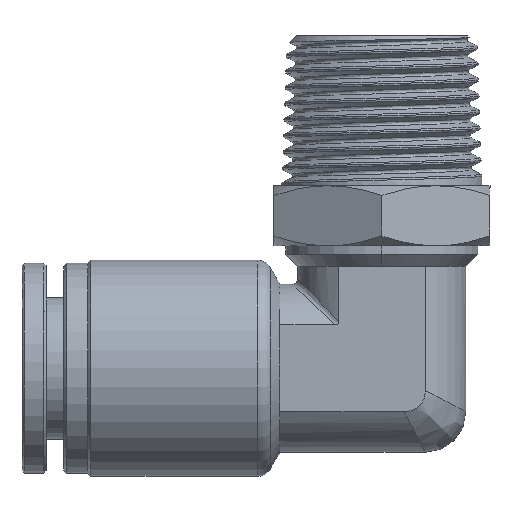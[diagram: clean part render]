
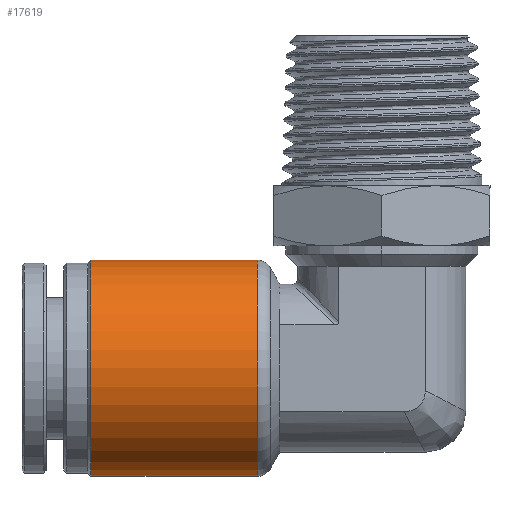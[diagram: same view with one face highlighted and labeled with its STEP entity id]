
A CAD part, left-side view. The second image highlights one B-rep face of the part: STEP entity #17619.
In plain terms, the highlighted cylindrical face has radius 9 mm (diameter 18 mm), a partial arc.
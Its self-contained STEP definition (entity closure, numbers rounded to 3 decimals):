
#104 = ORIENTED_EDGE ( 'NONE', *, *, #3451, .T. ) ;
#2397 = CARTESIAN_POINT ( 'NONE',  ( 0., -1.351, 9. ) ) ;
#2442 = DIRECTION ( 'NONE',  ( 0., 0., -1. ) ) ;
#2495 = EDGE_CURVE ( 'NONE', #32987, #34085, #13074, .T. ) ;
#3451 = EDGE_CURVE ( 'NONE', #20735, #5752, #34043, .T. ) ;
#5160 = CARTESIAN_POINT ( 'NONE',  ( 0., 12.55, 9. ) ) ;
#5500 = FACE_OUTER_BOUND ( 'NONE', #19280, .T. ) ;
#5752 = VERTEX_POINT ( 'NONE', #30226 ) ;
#6366 = CARTESIAN_POINT ( 'NONE',  ( 0., 12.8, 0. ) ) ;
#7231 = CARTESIAN_POINT ( 'NONE',  ( 0., 12.8, -9. ) ) ;
#8029 = DIRECTION ( 'NONE',  ( 0., -1., 0. ) ) ;
#9308 = DIRECTION ( 'NONE',  ( 0., -1., 0. ) ) ;
#9386 = CIRCLE ( 'NONE', #18518, 9. ) ;
#10864 = EDGE_CURVE ( 'NONE', #32987, #20735, #13311, .T. ) ;
#10936 = CARTESIAN_POINT ( 'NONE',  ( 0., 12.8, 9. ) ) ;
#12748 = DIRECTION ( 'NONE',  ( 0., -1., 0. ) ) ;
#13060 = ORIENTED_EDGE ( 'NONE', *, *, #2495, .F. ) ;
#13074 = LINE ( 'NONE', #10936, #26878 ) ;
#13130 = ORIENTED_EDGE ( 'NONE', *, *, #17342, .T. ) ;
#13311 = CIRCLE ( 'NONE', #30240, 9. ) ;
#17342 = EDGE_CURVE ( 'NONE', #5752, #34085, #9386, .T. ) ;
#17619 = ADVANCED_FACE ( 'NONE', ( #5500 ), #31296, .T. ) ;
#17650 = ORIENTED_EDGE ( 'NONE', *, *, #10864, .T. ) ;
#18518 = AXIS2_PLACEMENT_3D ( 'NONE', #35416, #18939, #2442 ) ;
#18939 = DIRECTION ( 'NONE',  ( 0., 1., 0. ) ) ;
#19280 = EDGE_LOOP ( 'NONE', ( #13060, #17650, #104, #13130 ) ) ;
#19453 = VECTOR ( 'NONE', #12748, 1000. ) ;
#20735 = VERTEX_POINT ( 'NONE', #28470 ) ;
#23006 = DIRECTION ( 'NONE',  ( 0., -1., 0. ) ) ;
#25825 = CARTESIAN_POINT ( 'NONE',  ( 0., 12.55, 0. ) ) ;
#26878 = VECTOR ( 'NONE', #8029, 1000. ) ;
#28470 = CARTESIAN_POINT ( 'NONE',  ( 0., 12.55, -9. ) ) ;
#28581 = DIRECTION ( 'NONE',  ( 0., 0., 1. ) ) ;
#30226 = CARTESIAN_POINT ( 'NONE',  ( 0., -1.351, -9. ) ) ;
#30240 = AXIS2_PLACEMENT_3D ( 'NONE', #25825, #9308, #28581 ) ;
#30698 = AXIS2_PLACEMENT_3D ( 'NONE', #6366, #23006, #34021 ) ;
#31296 = CYLINDRICAL_SURFACE ( 'NONE', #30698, 9. ) ;
#32987 = VERTEX_POINT ( 'NONE', #5160 ) ;
#34021 = DIRECTION ( 'NONE',  ( 0., 0., -1. ) ) ;
#34043 = LINE ( 'NONE', #7231, #19453 ) ;
#34085 = VERTEX_POINT ( 'NONE', #2397 ) ;
#35416 = CARTESIAN_POINT ( 'NONE',  ( 0., -1.351, 0. ) ) ;
